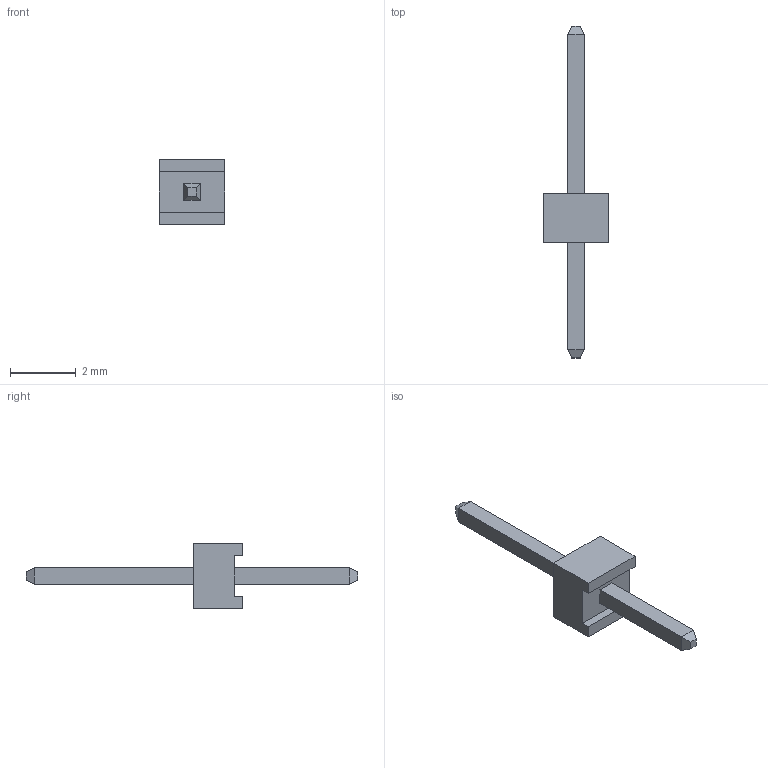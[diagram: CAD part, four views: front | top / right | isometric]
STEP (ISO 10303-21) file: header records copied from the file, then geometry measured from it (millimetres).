
FILE_DESCRIPTION( ( 'STEP AP214' ), '1' );
FILE_NAME( 'MTMM-101-06-S-S-200.stp', '2021-06-07T09:44:29', ( 'License CC BY-ND 4.0' ), ( 'CADENAS' ), ' ', 'PARTsolutions', ' ' );
FILE_SCHEMA( ( 'AUTOMOTIVE_DESIGN { 1 0 10303 214 1 1 1 1 }' ) );
Length unit declared in the file: inch
Products named in the file (3): MTMM-101-06-S-S-200; _MTMM-101-06-S-S-200_pins; _MTMM-101-06-S-S-200_body
Assembly tree (2 placements, depth 2):
  MTMM-101-06-S-S-200
    _MTMM-101-06-S-S-200_pins
    _MTMM-101-06-S-S-200_body
Bounding box: 2 x 10.08 x 2 mm (x, y, z)
Volume: 7.7 mm3; surface area: 43.7 mm2
Topology: 2 solids, 2 shells, 36 faces, 88 edges, 56 vertices
Faces by surface type: plane 36
Entity records: 1374 total; most frequent: CARTESIAN_POINT 183, ORIENTED_EDGE 176, DIRECTION 166, EDGE_CURVE 88, LINE 88, VECTOR 88, VERTEX_POINT 56, AXIS2_PLACEMENT_3D 39
